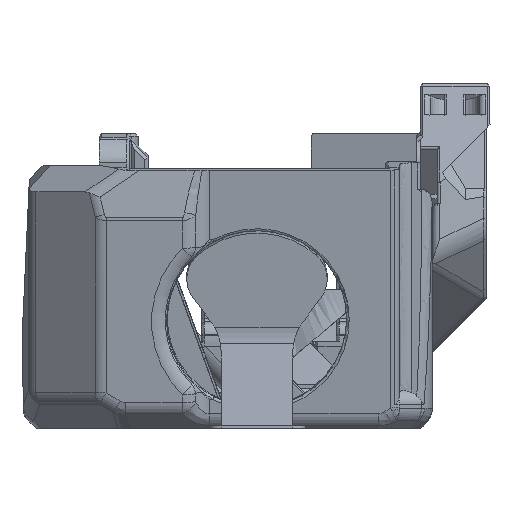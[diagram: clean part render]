
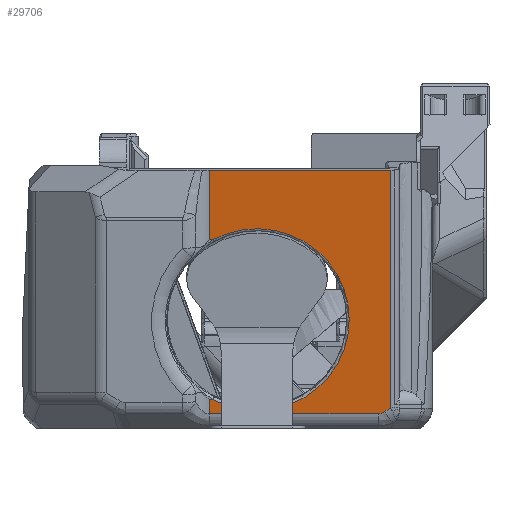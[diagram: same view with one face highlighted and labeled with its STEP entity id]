
A CAD part, left-side view. The second image highlights one B-rep face of the part: STEP entity #29706.
In plain terms, the highlighted planar face has unit normal (-0.985, 0, -0.174).
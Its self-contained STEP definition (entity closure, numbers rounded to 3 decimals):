
#317=CIRCLE('',#31172,14.4);
#2100=B_SPLINE_CURVE_WITH_KNOTS('',3,(#52265,#52266,#52267,#52268),
 .UNSPECIFIED.,.F.,.F.,(4,4),(0.001,0.001),
 .UNSPECIFIED.);
#2122=B_SPLINE_CURVE_WITH_KNOTS('',3,(#52796,#52797,#52798,#52799),
 .UNSPECIFIED.,.F.,.F.,(4,4),(0.001,0.001),
 .UNSPECIFIED.);
#2630=ELLIPSE('',#31958,3.203,2.);
#7249=ORIENTED_EDGE('',*,*,#14201,.T.);
#7250=ORIENTED_EDGE('',*,*,#12813,.T.);
#7251=ORIENTED_EDGE('',*,*,#14388,.T.);
#7252=ORIENTED_EDGE('',*,*,#14389,.T.);
#7253=ORIENTED_EDGE('',*,*,#14390,.T.);
#7254=ORIENTED_EDGE('',*,*,#14391,.F.);
#7255=ORIENTED_EDGE('',*,*,#14392,.F.);
#7256=ORIENTED_EDGE('',*,*,#14393,.F.);
#7257=ORIENTED_EDGE('',*,*,#14184,.F.);
#7258=ORIENTED_EDGE('',*,*,#14199,.T.);
#12813=EDGE_CURVE('',#16990,#16991,#317,.T.);
#14184=EDGE_CURVE('',#17929,#17930,#20383,.T.);
#14199=EDGE_CURVE('',#17929,#17939,#20392,.F.);
#14201=EDGE_CURVE('',#17939,#16990,#2100,.F.);
#14388=EDGE_CURVE('',#16991,#18058,#2122,.T.);
#14389=EDGE_CURVE('',#18058,#18059,#20504,.F.);
#14390=EDGE_CURVE('',#18059,#18060,#20505,.T.);
#14391=EDGE_CURVE('',#18061,#18060,#2630,.F.);
#14392=EDGE_CURVE('',#18062,#18061,#20506,.T.);
#14393=EDGE_CURVE('',#17930,#18062,#20507,.F.);
#16990=VERTEX_POINT('',#45464);
#16991=VERTEX_POINT('',#45465);
#17929=VERTEX_POINT('',#52199);
#17930=VERTEX_POINT('',#52201);
#17939=VERTEX_POINT('',#52237);
#18058=VERTEX_POINT('',#52800);
#18059=VERTEX_POINT('',#52802);
#18060=VERTEX_POINT('',#52804);
#18061=VERTEX_POINT('',#52806);
#18062=VERTEX_POINT('',#52808);
#20383=LINE('',#52200,#22908);
#20392=LINE('',#52238,#22917);
#20504=LINE('',#52801,#23029);
#20505=LINE('',#52803,#23030);
#20506=LINE('',#52807,#23031);
#20507=LINE('',#52809,#23032);
#22908=VECTOR('',#36795,1000.);
#22917=VECTOR('',#36820,1000.);
#23029=VECTOR('',#37144,1000.);
#23030=VECTOR('',#37145,1000.);
#23031=VECTOR('',#37148,1000.);
#23032=VECTOR('',#37149,1000.);
#25150=EDGE_LOOP('',(#7249,#7250,#7251,#7252,#7253,#7254,#7255,#7256,#7257,
#7258));
#27007=FACE_BOUND('',#25150,.T.);
#28362=PLANE('',#31957);
#29706=ADVANCED_FACE('',(#27007),#28362,.F.);
#31172=AXIS2_PLACEMENT_3D('',#45463,#34777,#34778);
#31957=AXIS2_PLACEMENT_3D('',#52795,#37142,#37143);
#31958=AXIS2_PLACEMENT_3D('',#52805,#37146,#37147);
#34777=DIRECTION('',(0.985,0.,0.174));
#34778=DIRECTION('',(0.174,0.,-0.985));
#36795=DIRECTION('',(0.,-1.,0.));
#36820=DIRECTION('',(-0.174,0.,0.985));
#37142=DIRECTION('',(0.985,0.,0.174));
#37143=DIRECTION('',(-0.174,0.,0.985));
#37144=DIRECTION('',(-0.174,0.,0.985));
#37145=DIRECTION('',(0.,-1.,0.));
#37146=DIRECTION('',(-0.985,0.,-0.174));
#37147=DIRECTION('',(-0.165,-0.304,0.938));
#37148=DIRECTION('',(0.097,0.829,-0.551));
#37149=DIRECTION('',(-0.174,0.,0.985));
#45463=CARTESIAN_POINT('',(-30.458,4.853,16.973));
#45464=CARTESIAN_POINT('',(-32.651,11.767,29.413));
#45465=CARTESIAN_POINT('',(-28.264,11.767,4.533));
#52199=CARTESIAN_POINT('',(-34.572,12.27,40.304));
#52200=CARTESIAN_POINT('',(-34.572,24.853,40.304));
#52201=CARTESIAN_POINT('',(-34.572,-16.002,40.304));
#52237=CARTESIAN_POINT('',(-32.66,12.27,29.463));
#52238=CARTESIAN_POINT('',(-31.185,12.27,21.099));
#52265=CARTESIAN_POINT('',(-32.651,11.767,29.413));
#52266=CARTESIAN_POINT('',(-32.654,11.935,29.425));
#52267=CARTESIAN_POINT('',(-32.657,12.103,29.442));
#52268=CARTESIAN_POINT('',(-32.66,12.27,29.463));
#52795=CARTESIAN_POINT('',(-31.185,24.853,21.099));
#52796=CARTESIAN_POINT('',(-28.264,11.767,4.533));
#52797=CARTESIAN_POINT('',(-28.262,11.935,4.52));
#52798=CARTESIAN_POINT('',(-28.259,12.103,4.503));
#52799=CARTESIAN_POINT('',(-28.255,12.27,4.482));
#52800=CARTESIAN_POINT('',(-28.255,12.27,4.482));
#52801=CARTESIAN_POINT('',(-31.185,12.27,21.099));
#52802=CARTESIAN_POINT('',(-27.864,12.27,2.262));
#52803=CARTESIAN_POINT('',(-27.864,-14.655,2.262));
#52804=CARTESIAN_POINT('',(-27.864,-14.07,2.262));
#52805=CARTESIAN_POINT('',(-28.404,-14.652,5.326));
#52806=CARTESIAN_POINT('',(-27.923,-15.07,2.597));
#52807=CARTESIAN_POINT('',(-27.821,-14.199,2.018));
#52808=CARTESIAN_POINT('',(-28.032,-16.002,3.216));
#52809=CARTESIAN_POINT('',(-7.663,-16.002,-112.301));
